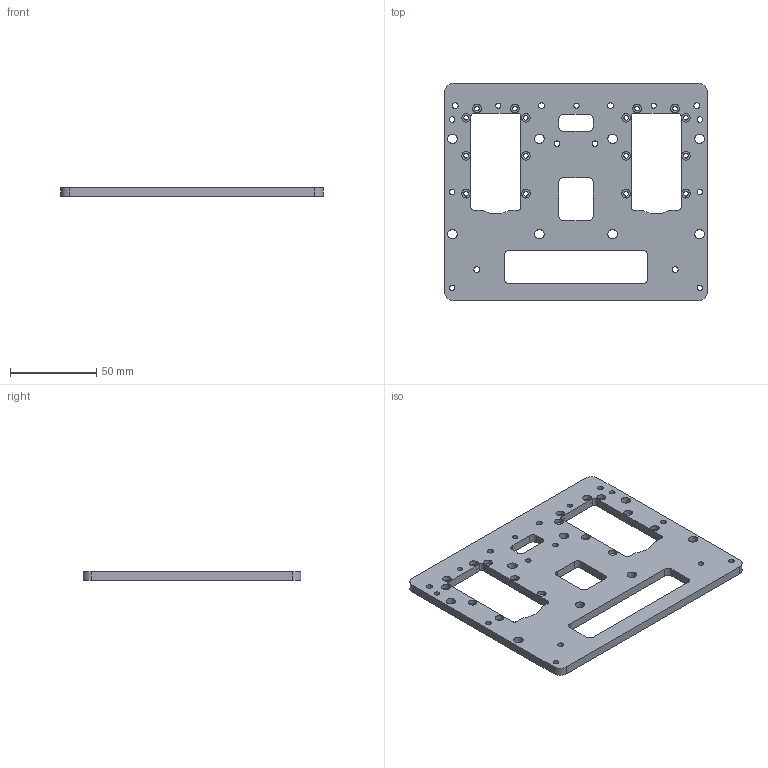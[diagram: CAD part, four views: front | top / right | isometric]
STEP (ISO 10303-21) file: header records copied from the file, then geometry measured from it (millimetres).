
FILE_DESCRIPTION(/* description */ ('STEP AP242','CAx-IF Rec.Pracs.---Representation and Presentation of Product Manufacturing Information (PMI)---4.0---2014-10-13','CAx-IF Rec.Pracs.---3D Tessellated Geometry---0.4---2014-09-14','2;1'),/* implementation_level */ '2;1');
FILE_NAME(/* name */ 'robot - hip_reinforcement',/* time_stamp */ '2024-10-17T11:19:57Z',/* author */ (''),/* organization */ (''),/* preprocessor_version */ 'ST-DEVELOPER v20',/* originating_system */ ' ',/* authorisation */ ' ');
FILE_SCHEMA (('AP242_MANAGED_MODEL_BASED_3D_ENGINEERING_MIM_LF { 1 0 10303 442 1 1 4 }'));
Length unit declared in the file: metre
Products named in the file (1): hip_reinforcement
Bounding box: 152 x 126 x 5 mm (x, y, z)
Volume: 65210.5 mm3; surface area: 34965.2 mm2
Topology: 1 solids, 1 shells, 127 faces, 366 edges, 257 vertices
Faces by surface type: cylinder 83, plane 44
Full cylindrical faces by diameter (mm): 2.7 x16, 3 x3, 3.2 x8, 3.4 x6, 5 x16, 5.5 x8
Entity records: 3876 total; most frequent: DIRECTION 692, CARTESIAN_POINT 616, ORIENTED_EDGE 540, AXIS2_PLACEMENT_3D 294, EDGE_LOOP 292, FACE_BOUND 292, EDGE_CURVE 270, VERTEX_POINT 218
